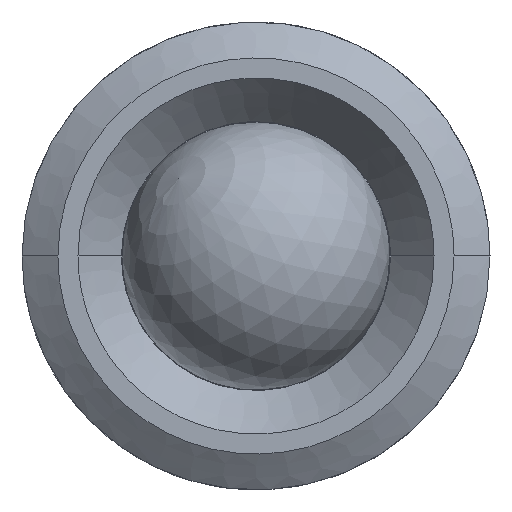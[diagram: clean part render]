
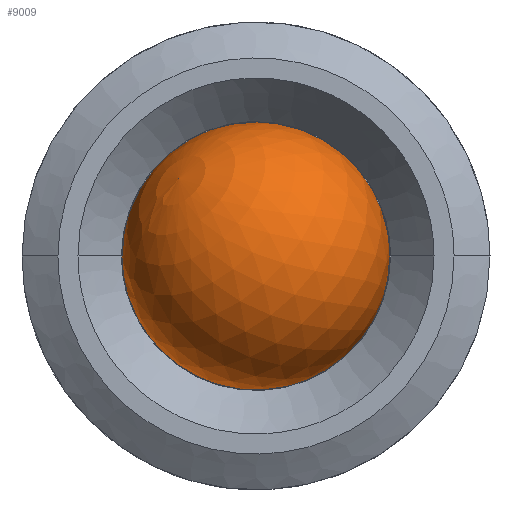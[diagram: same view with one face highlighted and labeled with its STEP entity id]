
A CAD part, front view. The second image highlights one B-rep face of the part: STEP entity #9009.
In plain terms, the highlighted spherical face has radius 8 mm.
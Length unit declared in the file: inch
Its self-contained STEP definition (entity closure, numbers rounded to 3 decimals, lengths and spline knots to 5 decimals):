
#19=SPHERICAL_SURFACE('',#9339,0.31496);
#213=CIRCLE('',#9336,0.31496);
#214=CIRCLE('',#9337,0.31496);
#215=CIRCLE('',#9338,0.31496);
#216=CIRCLE('',#9340,0.31496);
#877=FACE_OUTER_BOUND('',#1409,.T.);
#1409=EDGE_LOOP('',(#8230,#8231,#8232,#8233,#8234));
#4070=VERTEX_POINT('',#68911);
#4071=VERTEX_POINT('',#68913);
#4072=VERTEX_POINT('',#68915);
#4073=VERTEX_POINT('',#68972);
#5456=EDGE_CURVE('',#4071,#4070,#213,.T.);
#5457=EDGE_CURVE('',#4072,#4071,#214,.T.);
#5459=EDGE_CURVE('',#4070,#4072,#215,.T.);
#5460=EDGE_CURVE('',#4073,#4071,#216,.T.);
#8230=ORIENTED_EDGE('',*,*,#5459,.T.);
#8231=ORIENTED_EDGE('',*,*,#5457,.T.);
#8232=ORIENTED_EDGE('',*,*,#5460,.F.);
#8233=ORIENTED_EDGE('',*,*,#5460,.T.);
#8234=ORIENTED_EDGE('',*,*,#5456,.T.);
#9009=ADVANCED_FACE('',(#877),#19,.T.);
#9336=AXIS2_PLACEMENT_3D('',#68914,#10442,#10443);
#9337=AXIS2_PLACEMENT_3D('',#68916,#10444,#10445);
#9338=AXIS2_PLACEMENT_3D('',#68970,#10447,#10448);
#9339=AXIS2_PLACEMENT_3D('',#68971,#10449,#10450);
#9340=AXIS2_PLACEMENT_3D('',#68973,#10451,#10452);
#10442=DIRECTION('center_axis',(0.,-1.,0.));
#10443=DIRECTION('ref_axis',(-1.,0.,0.));
#10444=DIRECTION('center_axis',(0.,-1.,0.));
#10445=DIRECTION('ref_axis',(-1.,0.,0.));
#10447=DIRECTION('center_axis',(0.,-1.,0.));
#10448=DIRECTION('ref_axis',(-1.,0.,0.));
#10449=DIRECTION('center_axis',(-0.577,-0.577,0.577));
#10450=DIRECTION('ref_axis',(0.707,0.,0.707));
#10451=DIRECTION('center_axis',(0.408,-0.816,-0.408));
#10452=DIRECTION('ref_axis',(-0.707,0.,-0.707));
#68911=CARTESIAN_POINT('',(0.31496,-0.70866,0.));
#68913=CARTESIAN_POINT('',(-0.22267,-0.70866,-0.22275));
#68914=CARTESIAN_POINT('Origin',(0.,-0.70866,
0.));
#68915=CARTESIAN_POINT('',(-0.31496,-0.70866,0.));
#68916=CARTESIAN_POINT('Origin',(0.,-0.70866,
0.));
#68970=CARTESIAN_POINT('Origin',(0.,-0.70866,
0.));
#68971=CARTESIAN_POINT('Origin',(0.,-0.70866,
0.));
#68972=CARTESIAN_POINT('',(-0.18184,-0.8905,0.18184));
#68973=CARTESIAN_POINT('Origin',(0.,-0.70866,
0.));
